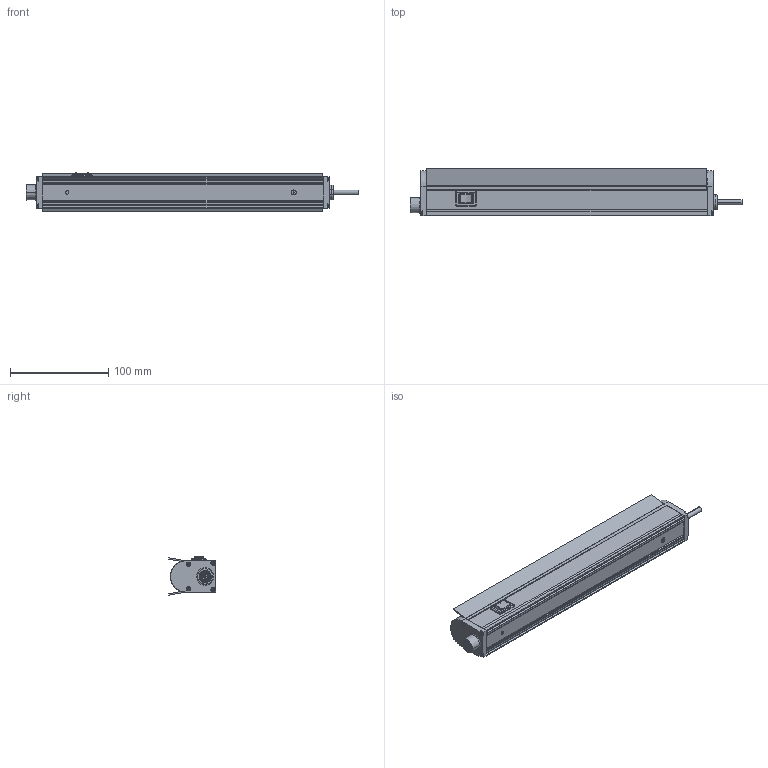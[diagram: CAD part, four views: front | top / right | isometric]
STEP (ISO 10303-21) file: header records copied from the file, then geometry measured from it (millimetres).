
FILE_DESCRIPTION((''),'2;1');
FILE_NAME('192502_ASM','2016-01-04T',('pdmadmin'),(''),'PRO/ENGINEER BY PARAMETRIC TECHNOLOGY CORPORATION, 2013230','PRO/ENGINEER BY PARAMETRIC TECHNOLOGY CORPORATION, 2013230','');
FILE_SCHEMA(('CONFIG_CONTROL_DESIGN'));
Products named in the file (20): 169949_AF0; 175523_169949_ASM; 169944; 171078; CANAL_MR2-131C__-N__1-10NC; 166960_ASM; 138905; 169957; 145997_HSG; 306-00249; 307-00176; 145997_ASM; 170224; 171081; CABLE_190; 175635_ASM; 188831_1; 192490; 192490_ASM; 192502_ASM
Assembly tree (29 placements, depth 4):
  192502_ASM
    175635_ASM
      175523_169949_ASM
        169949_AF0
      169944
      171078
      166960_ASM
        CANAL_MR2-131C__-N__1-10NC
      138905  x8
      169957
      145997_ASM
        145997_HSG
        306-00249  x4
        307-00176
      170224
      171081
      CABLE_190
    192490_ASM
      188831_1
      192490
Bounding box: 338.44 x 48 x 39.19 mm (x, y, z)
Volume: 122403.3 mm3; surface area: 182662.6 mm2
Topology: 24 solids, 25 shells, 2053 faces, 5457 edges, 3496 vertices
Faces by surface type: cylinder 803, plane 750, bspline 258, cone 98, torus 88, sphere 46, extrusion 10
Entity records: 45897 total; most frequent: CARTESIAN_POINT 16145, ORIENTED_EDGE 6190, DIRECTION 6162, EDGE_CURVE 3100, AXIS2_PLACEMENT_3D 2194, VERTEX_POINT 2000, VECTOR 1774, LINE 1764
